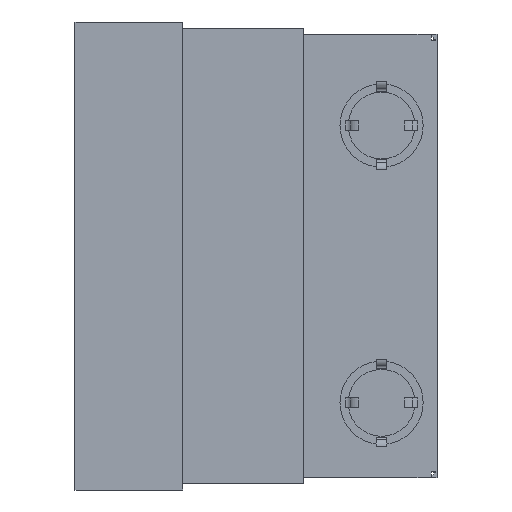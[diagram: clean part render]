
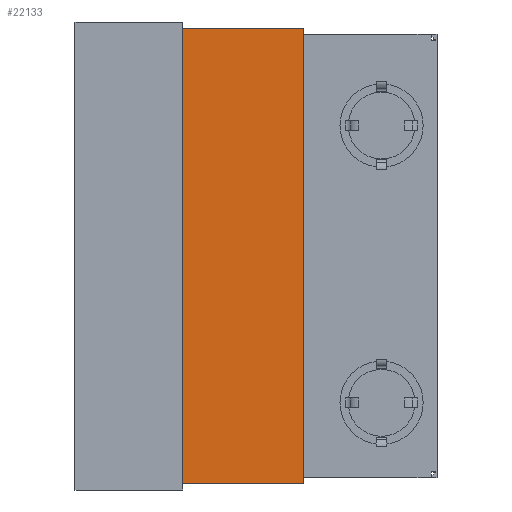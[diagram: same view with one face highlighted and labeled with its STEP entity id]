
A CAD part, left-side view. The second image highlights one B-rep face of the part: STEP entity #22133.
In plain terms, the highlighted face is planar.
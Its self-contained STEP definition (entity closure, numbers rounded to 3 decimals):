
#167 = PLANE ( 'NONE',  #4792 ) ;
#916 = DIRECTION ( 'NONE',  ( 0., -1., 0. ) ) ;
#1422 = EDGE_LOOP ( 'NONE', ( #17929, #18568, #21592, #6277 ) ) ;
#1482 = CARTESIAN_POINT ( 'NONE',  ( 69.7, 69.7, 0. ) ) ;
#2168 = CARTESIAN_POINT ( 'NONE',  ( 69.7, 0., 53.2 ) ) ;
#2674 = LINE ( 'NONE', #12090, #22855 ) ;
#3176 = EDGE_CURVE ( 'NONE', #7539, #24140, #10177, .T. ) ;
#4792 = AXIS2_PLACEMENT_3D ( 'NONE', #2168, #9849, #6073 ) ;
#5077 = CARTESIAN_POINT ( 'NONE',  ( 69.7, -69.7, 53.2 ) ) ;
#5083 = CARTESIAN_POINT ( 'NONE',  ( 69.7, -69.7, 0. ) ) ;
#5177 = VERTEX_POINT ( 'NONE', #5083 ) ;
#5964 = EDGE_CURVE ( 'NONE', #21730, #5177, #22269, .T. ) ;
#6073 = DIRECTION ( 'NONE',  ( 0., 0., -1. ) ) ;
#6200 = FACE_OUTER_BOUND ( 'NONE', #1422, .T. ) ;
#6277 = ORIENTED_EDGE ( 'NONE', *, *, #5964, .T. ) ;
#7539 = VERTEX_POINT ( 'NONE', #16215 ) ;
#9849 = DIRECTION ( 'NONE',  ( -1., 0., 0. ) ) ;
#10177 = LINE ( 'NONE', #12159, #11847 ) ;
#11635 = VECTOR ( 'NONE', #12475, 1000. ) ;
#11847 = VECTOR ( 'NONE', #23463, 1000. ) ;
#12090 = CARTESIAN_POINT ( 'NONE',  ( 69.7, 0., 0. ) ) ;
#12159 = CARTESIAN_POINT ( 'NONE',  ( 69.7, 69.7, 53.2 ) ) ;
#12475 = DIRECTION ( 'NONE',  ( 0., -1., 0. ) ) ;
#14236 = DIRECTION ( 'NONE',  ( 0., 0., -1. ) ) ;
#14614 = LINE ( 'NONE', #16256, #11635 ) ;
#14987 = EDGE_CURVE ( 'NONE', #24140, #5177, #2674, .T. ) ;
#15135 = CARTESIAN_POINT ( 'NONE',  ( 69.7, -69.7, 53.2 ) ) ;
#16215 = CARTESIAN_POINT ( 'NONE',  ( 69.7, 69.7, 53.2 ) ) ;
#16256 = CARTESIAN_POINT ( 'NONE',  ( 69.7, 0., 53.2 ) ) ;
#17929 = ORIENTED_EDGE ( 'NONE', *, *, #14987, .F. ) ;
#18568 = ORIENTED_EDGE ( 'NONE', *, *, #3176, .F. ) ;
#21182 = VECTOR ( 'NONE', #14236, 1000. ) ;
#21592 = ORIENTED_EDGE ( 'NONE', *, *, #23148, .T. ) ;
#21730 = VERTEX_POINT ( 'NONE', #15135 ) ;
#22133 = ADVANCED_FACE ( 'NONE', ( #6200 ), #167, .F. ) ;
#22269 = LINE ( 'NONE', #5077, #21182 ) ;
#22855 = VECTOR ( 'NONE', #916, 1000. ) ;
#23148 = EDGE_CURVE ( 'NONE', #7539, #21730, #14614, .T. ) ;
#23463 = DIRECTION ( 'NONE',  ( 0., 0., -1. ) ) ;
#24140 = VERTEX_POINT ( 'NONE', #1482 ) ;
